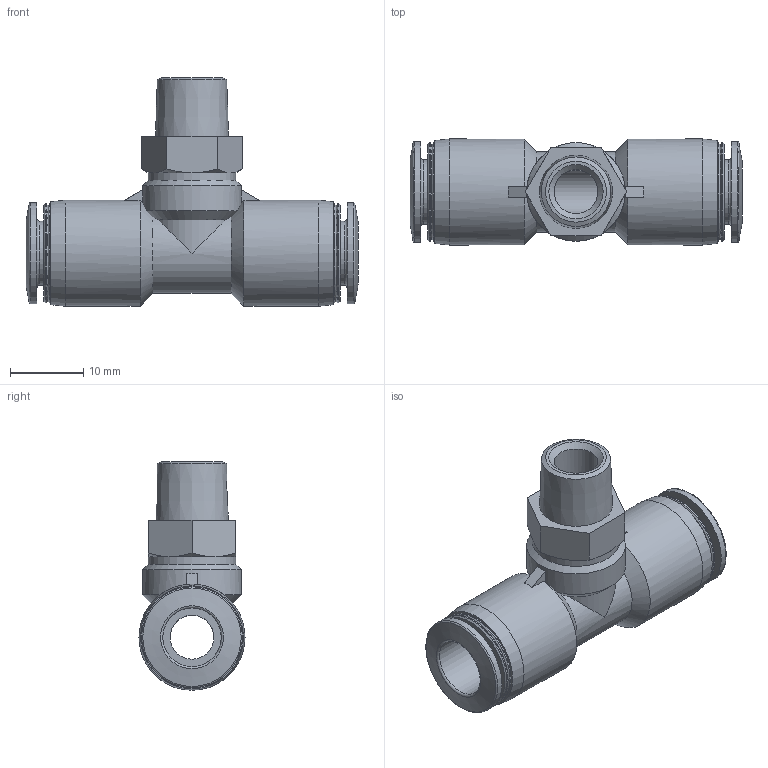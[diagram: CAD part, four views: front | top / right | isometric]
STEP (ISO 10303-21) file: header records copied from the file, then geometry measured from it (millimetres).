
FILE_DESCRIPTION(/* description */ ('STEP AP214'),/* implementation_level */ '2;1');
FILE_NAME(/* name */ '130795_QST-1_8-8-50',/* time_stamp */ '2024-09-11T11:35:18+02:00',/* author */ ('License CC BY-ND 4.0'),/* organization */ ('CADENAS'),/* preprocessor_version */ 'ST-DEVELOPER v19.3',/* originating_system */ 'PARTsolutions',/* authorisation */ ' ');
FILE_SCHEMA (('AUTOMOTIVE_DESIGN {1 0 10303 214 3 1 1}'));
Length unit declared in the file: millimetre
Products named in the file (1): 130795 QST-1/8-8-50
Bounding box: 45.4 x 14.5 x 31.25 mm (x, y, z)
Volume: 5628.2 mm3; surface area: 4671.9 mm2
Topology: 1 solids, 1 shells, 71 faces, 161 edges, 99 vertices
Faces by surface type: cone 24, plane 22, cylinder 19, torus 6
Full cylindrical faces by diameter (mm): 6 x2, 8 x2, 8.8 x2, 12 x1, 13.5 x5, 13.8 x2, 14.5 x2
Entity records: 2306 total; most frequent: CARTESIAN_POINT 368, DIRECTION 302, ORIENTED_EDGE 238, AXIS2_PLACEMENT_3D 139, EDGE_CURVE 119, EDGE_LOOP 118, FACE_BOUND 118, VERTEX_POINT 93
